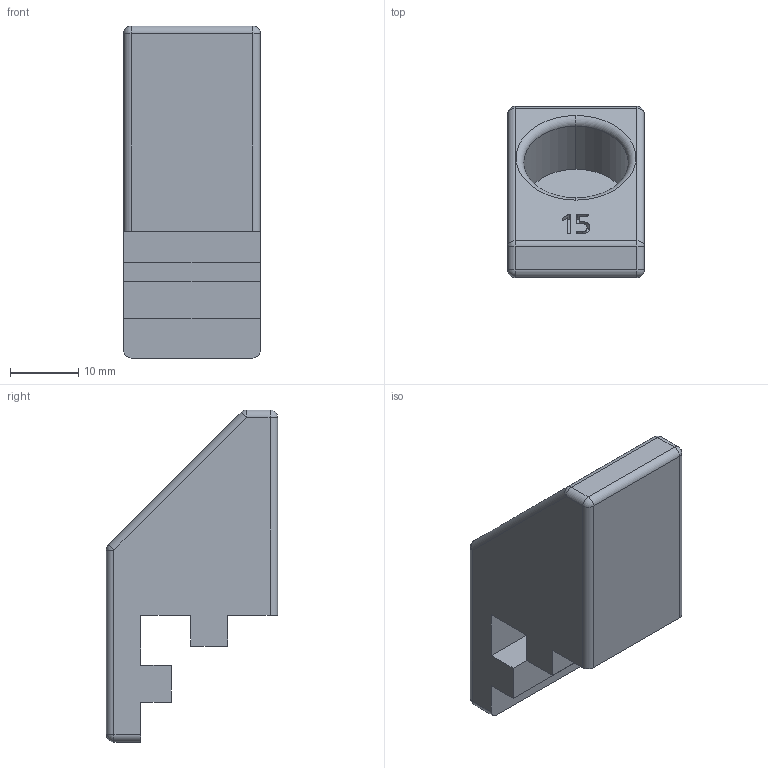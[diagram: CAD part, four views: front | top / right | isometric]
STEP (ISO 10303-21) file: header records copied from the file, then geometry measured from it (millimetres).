
FILE_DESCRIPTION (( 'STEP AP203' ), '1' );
FILE_NAME ('ô15.STEP', '2025-11-05T06:17:03', ( '' ), ( '' ), 'SwSTEP 2.0', 'SolidWorks 2025', '' );
FILE_SCHEMA (( 'CONFIG_CONTROL_DESIGN' ));
Length unit declared in the file: millimetre
Products named in the file (1): ф15
Bounding box: 20 x 25 x 48.5 mm (x, y, z)
Volume: 11904.8 mm3; surface area: 4818.5 mm2
Topology: 1 solids, 1 shells, 77 faces, 198 edges, 118 vertices
Faces by surface type: plane 34, bspline 17, cylinder 16, sphere 8, torus 2
Entity records: 2935 total; most frequent: CARTESIAN_POINT 1131, ORIENTED_EDGE 380, DIRECTION 314, EDGE_CURVE 190, VECTOR 120, LINE 120, VERTEX_POINT 118, AXIS2_PLACEMENT_3D 97
